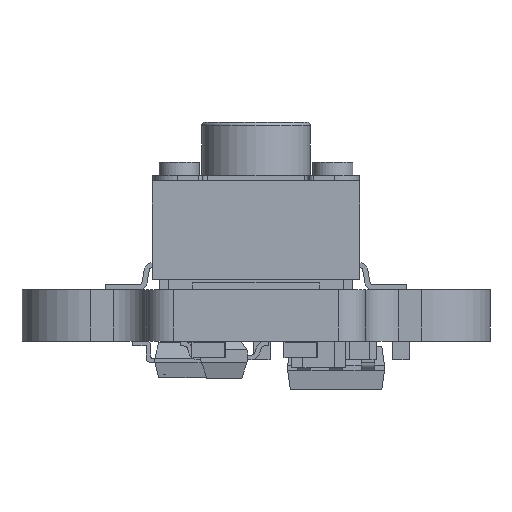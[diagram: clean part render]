
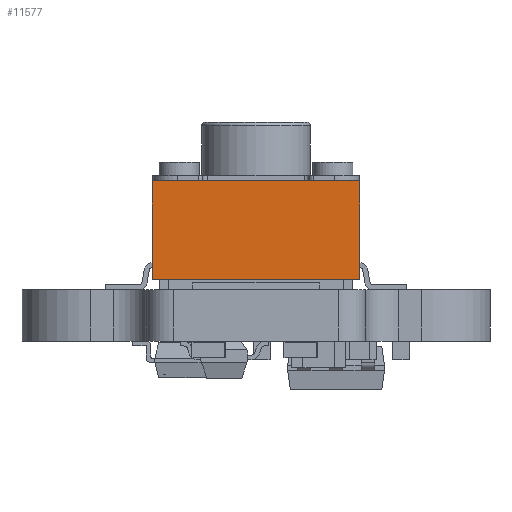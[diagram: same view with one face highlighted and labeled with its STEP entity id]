
A CAD part, front view. The second image highlights one B-rep face of the part: STEP entity #11577.
In plain terms, the highlighted face is planar.
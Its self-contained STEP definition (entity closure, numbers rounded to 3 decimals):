
#11016 = VERTEX_POINT('',#11017);
#11017 = CARTESIAN_POINT('',(-3.1,3.1,0.3));
#11023 = EDGE_CURVE('',#11016,#11024,#11026,.T.);
#11024 = VERTEX_POINT('',#11025);
#11025 = CARTESIAN_POINT('',(3.1,3.1,0.3));
#11026 = LINE('',#11027,#11028);
#11027 = CARTESIAN_POINT('',(-3.1,3.1,0.3));
#11028 = VECTOR('',#11029,1.);
#11029 = DIRECTION('',(1.,0.,0.));
#11064 = EDGE_CURVE('',#11065,#11024,#11067,.T.);
#11065 = VERTEX_POINT('',#11066);
#11066 = CARTESIAN_POINT('',(3.1,3.1,3.25));
#11067 = LINE('',#11068,#11069);
#11068 = CARTESIAN_POINT('',(3.1,3.1,3.25));
#11069 = VECTOR('',#11070,1.);
#11070 = DIRECTION('',(0.,0.,-1.));
#11131 = VERTEX_POINT('',#11132);
#11132 = CARTESIAN_POINT('',(-3.1,3.1,3.25));
#11138 = EDGE_CURVE('',#11131,#11016,#11139,.T.);
#11139 = LINE('',#11140,#11141);
#11140 = CARTESIAN_POINT('',(-3.1,3.1,3.25));
#11141 = VECTOR('',#11142,1.);
#11142 = DIRECTION('',(0.,0.,-1.));
#11577 = ADVANCED_FACE('',(#11578),#11589,.F.);
#11578 = FACE_BOUND('',#11579,.T.);
#11579 = EDGE_LOOP('',(#11580,#11581,#11582,#11588));
#11580 = ORIENTED_EDGE('',*,*,#11023,.F.);
#11581 = ORIENTED_EDGE('',*,*,#11138,.F.);
#11582 = ORIENTED_EDGE('',*,*,#11583,.F.);
#11583 = EDGE_CURVE('',#11065,#11131,#11584,.T.);
#11584 = LINE('',#11585,#11586);
#11585 = CARTESIAN_POINT('',(3.1,3.1,3.25));
#11586 = VECTOR('',#11587,1.);
#11587 = DIRECTION('',(-1.,0.,0.));
#11588 = ORIENTED_EDGE('',*,*,#11064,.T.);
#11589 = PLANE('',#11590);
#11590 = AXIS2_PLACEMENT_3D('',#11591,#11592,#11593);
#11591 = CARTESIAN_POINT('',(3.1,3.1,3.25));
#11592 = DIRECTION('',(0.,-1.,0.));
#11593 = DIRECTION('',(0.,0.,-1.));
